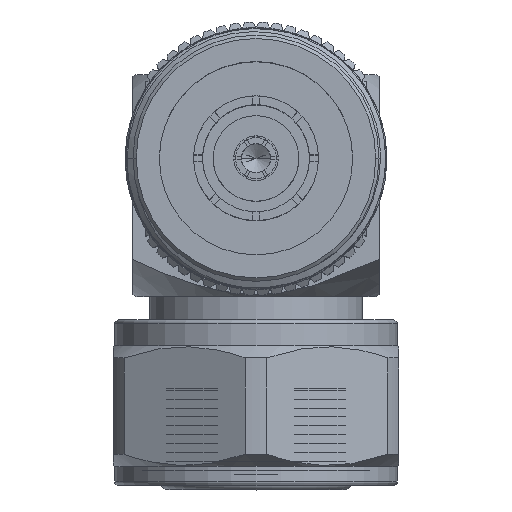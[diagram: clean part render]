
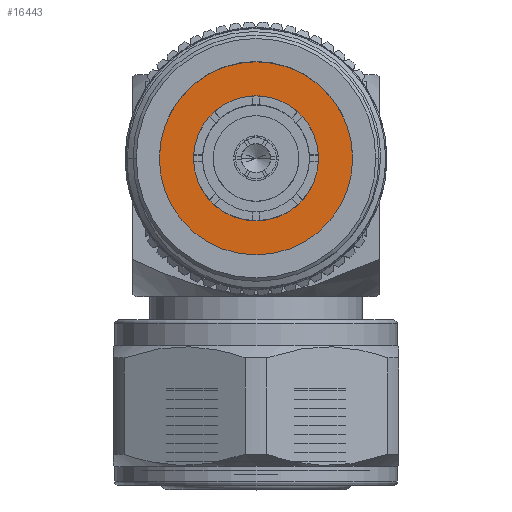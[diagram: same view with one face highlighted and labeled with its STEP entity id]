
A CAD part, top view. The second image highlights one B-rep face of the part: STEP entity #16443.
In plain terms, the highlighted face is planar.
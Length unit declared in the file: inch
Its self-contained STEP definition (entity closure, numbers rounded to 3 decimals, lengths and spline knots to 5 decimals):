
#308 = ORIENTED_EDGE ( 'NONE', *, *, #16203, .T. ) ;
#485 = DIRECTION ( 'NONE',  ( -1., 0., 0. ) ) ;
#951 = DIRECTION ( 'NONE',  ( 0., 0., 1. ) ) ;
#2725 = VERTEX_POINT ( 'NONE', #14057 ) ;
#2981 = AXIS2_PLACEMENT_3D ( 'NONE', #10972, #12247, #8638 ) ;
#2995 = DIRECTION ( 'NONE',  ( 0., 0., 1. ) ) ;
#3242 = DIRECTION ( 'NONE',  ( -1., 0., 0. ) ) ;
#3509 = EDGE_CURVE ( 'NONE', #2725, #16451, #16375, .T. ) ;
#3669 = CIRCLE ( 'NONE', #14668, 0.29348 ) ;
#3944 = CARTESIAN_POINT ( 'NONE',  ( 0.46072, 0., 0.1895 ) ) ;
#4004 = FACE_OUTER_BOUND ( 'NONE', #12144, .T. ) ;
#4257 = PLANE ( 'NONE',  #5537 ) ;
#4883 = VERTEX_POINT ( 'NONE', #11428 ) ;
#5027 = AXIS2_PLACEMENT_3D ( 'NONE', #7239, #10008, #951 ) ;
#5537 = AXIS2_PLACEMENT_3D ( 'NONE', #14418, #485, #2995 ) ;
#5624 = EDGE_LOOP ( 'NONE', ( #12842, #15437 ) ) ;
#6582 = FACE_BOUND ( 'NONE', #5624, .T. ) ;
#6848 = VERTEX_POINT ( 'NONE', #3944 ) ;
#7239 = CARTESIAN_POINT ( 'NONE',  ( 0.46072, 0., 0. ) ) ;
#7774 = EDGE_CURVE ( 'NONE', #4883, #6848, #13091, .T. ) ;
#7869 = ORIENTED_EDGE ( 'NONE', *, *, #3509, .T. ) ;
#8229 = EDGE_CURVE ( 'NONE', #6848, #4883, #12273, .T. ) ;
#8638 = DIRECTION ( 'NONE',  ( 0., 0., 1. ) ) ;
#9720 = CARTESIAN_POINT ( 'NONE',  ( 0.46072, 0., 0. ) ) ;
#9872 = AXIS2_PLACEMENT_3D ( 'NONE', #10781, #3242, #15929 ) ;
#10008 = DIRECTION ( 'NONE',  ( -1., 0., 0. ) ) ;
#10545 = CARTESIAN_POINT ( 'NONE',  ( 0.46072, 0., 0.29348 ) ) ;
#10781 = CARTESIAN_POINT ( 'NONE',  ( 0.46072, 0., 0. ) ) ;
#10972 = CARTESIAN_POINT ( 'NONE',  ( 0.46072, 0., 0. ) ) ;
#11428 = CARTESIAN_POINT ( 'NONE',  ( 0.46072, 0., -0.1895 ) ) ;
#12144 = EDGE_LOOP ( 'NONE', ( #308, #7869 ) ) ;
#12247 = DIRECTION ( 'NONE',  ( -1., 0., 0. ) ) ;
#12273 = CIRCLE ( 'NONE', #5027, 0.1895 ) ;
#12842 = ORIENTED_EDGE ( 'NONE', *, *, #7774, .F. ) ;
#13091 = CIRCLE ( 'NONE', #9872, 0.1895 ) ;
#14057 = CARTESIAN_POINT ( 'NONE',  ( 0.46072, 0., -0.29348 ) ) ;
#14418 = CARTESIAN_POINT ( 'NONE',  ( 0.46072, 0., 0. ) ) ;
#14668 = AXIS2_PLACEMENT_3D ( 'NONE', #9720, #16187, #14848 ) ;
#14848 = DIRECTION ( 'NONE',  ( 0., 0., 1. ) ) ;
#15437 = ORIENTED_EDGE ( 'NONE', *, *, #8229, .F. ) ;
#15929 = DIRECTION ( 'NONE',  ( 0., 0., 1. ) ) ;
#16187 = DIRECTION ( 'NONE',  ( -1., 0., 0. ) ) ;
#16203 = EDGE_CURVE ( 'NONE', #16451, #2725, #3669, .T. ) ;
#16375 = CIRCLE ( 'NONE', #2981, 0.29348 ) ;
#16443 = ADVANCED_FACE ( 'NONE', ( #4004, #6582 ), #4257, .T. ) ;
#16451 = VERTEX_POINT ( 'NONE', #10545 ) ;
